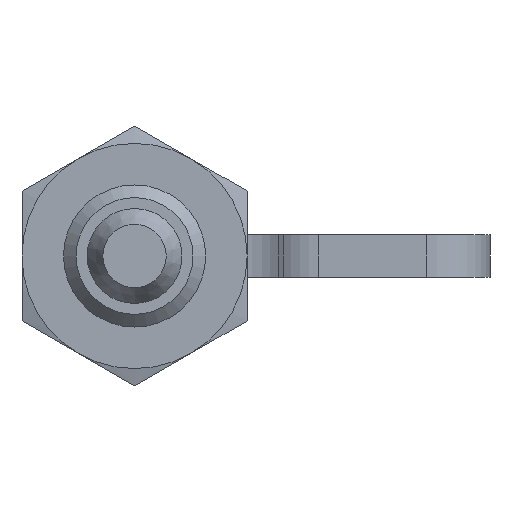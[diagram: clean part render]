
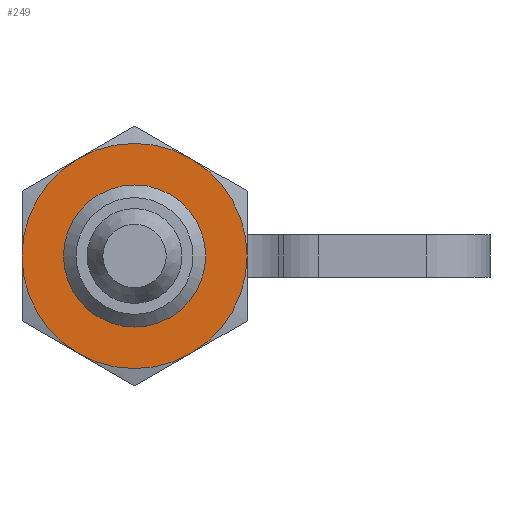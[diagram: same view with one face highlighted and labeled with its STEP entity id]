
A CAD part, front view. The second image highlights one B-rep face of the part: STEP entity #249.
In plain terms, the highlighted planar face has unit normal (0, -1, 0).
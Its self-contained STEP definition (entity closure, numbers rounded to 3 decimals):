
#249 = ADVANCED_FACE( '', ( #509, #510 ), #511, .T. );
#509 = FACE_OUTER_BOUND( '', #797, .T. );
#510 = FACE_BOUND( '', #798, .T. );
#511 = PLANE( '', #799 );
#797 = EDGE_LOOP( '', ( #1426, #1427, #1428, #1429, #1430, #1431 ) );
#798 = EDGE_LOOP( '', ( #1432 ) );
#799 = AXIS2_PLACEMENT_3D( '', #1433, #1434, #1435 );
#1426 = ORIENTED_EDGE( '', *, *, #1520, .T. );
#1427 = ORIENTED_EDGE( '', *, *, #1539, .T. );
#1428 = ORIENTED_EDGE( '', *, *, #1655, .T. );
#1429 = ORIENTED_EDGE( '', *, *, #1571, .T. );
#1430 = ORIENTED_EDGE( '', *, *, #1665, .T. );
#1431 = ORIENTED_EDGE( '', *, *, #1682, .T. );
#1432 = ORIENTED_EDGE( '', *, *, #1670, .T. );
#1433 = CARTESIAN_POINT( '', ( 4., 9.5, 0. ) );
#1434 = DIRECTION( '', ( 0., -1., 0. ) );
#1435 = DIRECTION( '', ( 0., 0., -1. ) );
#1520 = EDGE_CURVE( '', #1817, #1819, #1821, .T. );
#1539 = EDGE_CURVE( '', #1819, #1700, #1848, .T. );
#1571 = EDGE_CURVE( '', #1893, #1890, #1894, .T. );
#1655 = EDGE_CURVE( '', #1700, #1893, #2006, .T. );
#1665 = EDGE_CURVE( '', #1890, #1713, #2016, .T. );
#1670 = EDGE_CURVE( '', #2021, #2021, #2022, .F. );
#1682 = EDGE_CURVE( '', #1713, #1817, #2035, .T. );
#1700 = VERTEX_POINT( '', #2053 );
#1713 = VERTEX_POINT( '', #2088 );
#1817 = VERTEX_POINT( '', #2256 );
#1819 = VERTEX_POINT( '', #2263 );
#1821 = CIRCLE( '', #2270, 9.5 );
#1848 = CIRCLE( '', #2312, 9.5 );
#1890 = VERTEX_POINT( '', #2397 );
#1893 = VERTEX_POINT( '', #2405 );
#1894 = CIRCLE( '', #2406, 9.5 );
#2006 = CIRCLE( '', #2677, 9.5 );
#2016 = CIRCLE( '', #2698, 9.5 );
#2021 = VERTEX_POINT( '', #2704 );
#2022 = CIRCLE( '', #2705, 6. );
#2035 = CIRCLE( '', #2761, 9.5 );
#2053 = CARTESIAN_POINT( '', ( 4.75, 9.5, 8.227 ) );
#2088 = CARTESIAN_POINT( '', ( -4.75, 9.5, -8.227 ) );
#2256 = CARTESIAN_POINT( '', ( 4.75, 9.5, -8.227 ) );
#2263 = CARTESIAN_POINT( '', ( 9.5, 9.5, 0. ) );
#2270 = AXIS2_PLACEMENT_3D( '', #2854, #2855, #2856 );
#2312 = AXIS2_PLACEMENT_3D( '', #2876, #2877, #2878 );
#2397 = CARTESIAN_POINT( '', ( -9.5, 9.5, 0. ) );
#2405 = CARTESIAN_POINT( '', ( -4.75, 9.5, 8.227 ) );
#2406 = AXIS2_PLACEMENT_3D( '', #2893, #2894, #2895 );
#2677 = AXIS2_PLACEMENT_3D( '', #2970, #2971, #2972 );
#2698 = AXIS2_PLACEMENT_3D( '', #2976, #2977, #2978 );
#2704 = CARTESIAN_POINT( '', ( 0., 9.5, -6. ) );
#2705 = AXIS2_PLACEMENT_3D( '', #2983, #2984, #2985 );
#2761 = AXIS2_PLACEMENT_3D( '', #2995, #2996, #2997 );
#2854 = CARTESIAN_POINT( '', ( 0., 9.5, 0. ) );
#2855 = DIRECTION( '', ( 0., -1., 0. ) );
#2856 = DIRECTION( '', ( 0., 0., -1. ) );
#2876 = CARTESIAN_POINT( '', ( 0., 9.5, 0. ) );
#2877 = DIRECTION( '', ( 0., -1., 0. ) );
#2878 = DIRECTION( '', ( 0., 0., -1. ) );
#2893 = CARTESIAN_POINT( '', ( 0., 9.5, 0. ) );
#2894 = DIRECTION( '', ( 0., -1., 0. ) );
#2895 = DIRECTION( '', ( 0., 0., -1. ) );
#2970 = CARTESIAN_POINT( '', ( 0., 9.5, 0. ) );
#2971 = DIRECTION( '', ( 0., -1., 0. ) );
#2972 = DIRECTION( '', ( 0., 0., -1. ) );
#2976 = CARTESIAN_POINT( '', ( 0., 9.5, 0. ) );
#2977 = DIRECTION( '', ( 0., -1., 0. ) );
#2978 = DIRECTION( '', ( 0., 0., -1. ) );
#2983 = CARTESIAN_POINT( '', ( 0., 9.5, 0. ) );
#2984 = DIRECTION( '', ( 0., -1., 0. ) );
#2985 = DIRECTION( '', ( 0., 0., -1. ) );
#2995 = CARTESIAN_POINT( '', ( 0., 9.5, 0. ) );
#2996 = DIRECTION( '', ( 0., -1., 0. ) );
#2997 = DIRECTION( '', ( 0., 0., -1. ) );
